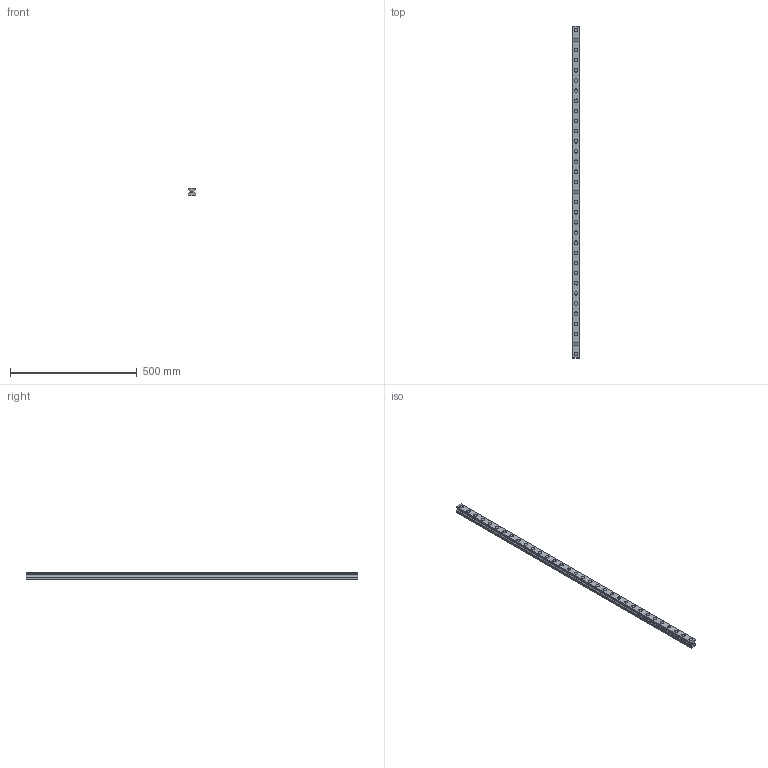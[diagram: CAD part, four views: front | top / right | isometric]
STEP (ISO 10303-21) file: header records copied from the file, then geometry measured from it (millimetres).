
FILE_DESCRIPTION(('STEP AP214'),'1');
FILE_NAME('cctmp_9C882B81-49F1-476D-AC4B-7E14790951F2_2021_03_11_12_58_21_0701..stp','2021-03-11T11:58:21',('HIWIN GmbH'),('CADClick - www.CADClick.com'),'Spatial InterOp 3D',' ','unknown authorization');
FILE_SCHEMA(('AUTOMOTIVE_DESIGN'));
Length unit declared in the file: millimetre
Products named in the file (1): RGR30R1310H_FILE
Bounding box: 28 x 1310 x 28 mm (x, y, z)
Volume: 751091.6 mm3; surface area: 195295.4 mm2
Topology: 1 solids, 1 shells, 412 faces, 921 edges, 614 vertices
Faces by surface type: cylinder 216, plane 196
Entity records: 14937 total; most frequent: DIRECTION 2179, CARTESIAN_POINT 1948, ORIENTED_EDGE 1842, EDGE_CURVE 921, AXIS2_PLACEMENT_3D 845, VERTEX_POINT 614, EDGE_LOOP 515, LINE 489
